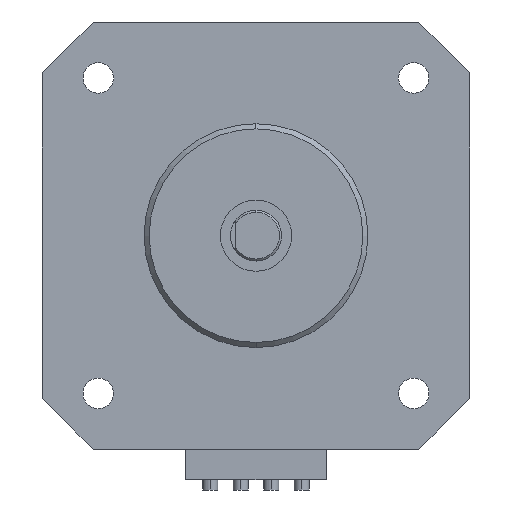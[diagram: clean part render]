
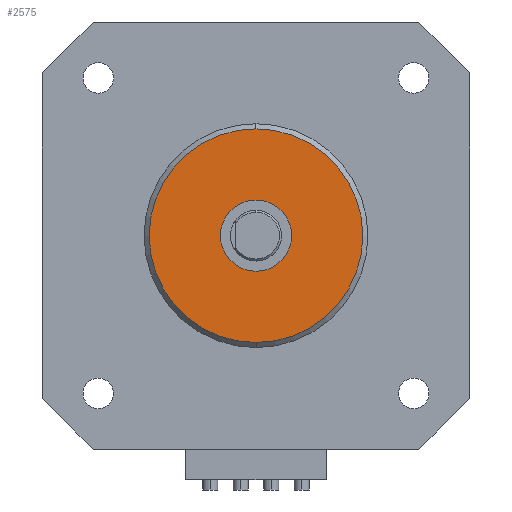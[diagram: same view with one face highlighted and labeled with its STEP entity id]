
A CAD part, left-side view. The second image highlights one B-rep face of the part: STEP entity #2575.
In plain terms, the highlighted planar face has unit normal (-1, 0, 0).
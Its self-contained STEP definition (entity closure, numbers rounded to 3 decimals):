
#84 = CIRCLE ( 'NONE', #3633, 10.5 ) ;
#352 = DIRECTION ( 'NONE',  ( 0., 0., 1. ) ) ;
#397 = EDGE_CURVE ( 'NONE', #1699, #1954, #2482, .T. ) ;
#548 = EDGE_CURVE ( 'NONE', #1954, #1699, #3750, .T. ) ;
#677 = AXIS2_PLACEMENT_3D ( 'NONE', #1144, #829, #2100 ) ;
#711 = CIRCLE ( 'NONE', #1645, 10.5 ) ;
#765 = DIRECTION ( 'NONE',  ( -1., 0., 0. ) ) ;
#804 = FACE_OUTER_BOUND ( 'NONE', #3252, .T. ) ;
#829 = DIRECTION ( 'NONE',  ( -1., 0., 0. ) ) ;
#868 = ORIENTED_EDGE ( 'NONE', *, *, #2840, .T. ) ;
#934 = AXIS2_PLACEMENT_3D ( 'NONE', #3752, #2176, #352 ) ;
#1144 = CARTESIAN_POINT ( 'NONE',  ( -35.7, 0., 0. ) ) ;
#1167 = ORIENTED_EDGE ( 'NONE', *, *, #548, .F. ) ;
#1447 = DIRECTION ( 'NONE',  ( 0., 0., 1. ) ) ;
#1645 = AXIS2_PLACEMENT_3D ( 'NONE', #2916, #1755, #1447 ) ;
#1699 = VERTEX_POINT ( 'NONE', #2879 ) ;
#1755 = DIRECTION ( 'NONE',  ( -1., 0., 0. ) ) ;
#1954 = VERTEX_POINT ( 'NONE', #2364 ) ;
#2021 = CARTESIAN_POINT ( 'NONE',  ( -35.7, 0., -10.5 ) ) ;
#2100 = DIRECTION ( 'NONE',  ( 0., 0., 1. ) ) ;
#2176 = DIRECTION ( 'NONE',  ( -1., 0., 0. ) ) ;
#2226 = VERTEX_POINT ( 'NONE', #2021 ) ;
#2262 = EDGE_CURVE ( 'NONE', #2367, #2226, #84, .T. ) ;
#2364 = CARTESIAN_POINT ( 'NONE',  ( -35.7, 0., -3.5 ) ) ;
#2367 = VERTEX_POINT ( 'NONE', #2424 ) ;
#2424 = CARTESIAN_POINT ( 'NONE',  ( -35.7, 0., 10.5 ) ) ;
#2437 = ORIENTED_EDGE ( 'NONE', *, *, #397, .F. ) ;
#2482 = CIRCLE ( 'NONE', #934, 3.5 ) ;
#2575 = ADVANCED_FACE ( 'NONE', ( #804, #3369 ), #4007, .T. ) ;
#2840 = EDGE_CURVE ( 'NONE', #2226, #2367, #711, .T. ) ;
#2879 = CARTESIAN_POINT ( 'NONE',  ( -35.7, 0., 3.5 ) ) ;
#2916 = CARTESIAN_POINT ( 'NONE',  ( -35.7, 0., 0. ) ) ;
#2926 = DIRECTION ( 'NONE',  ( 0., 0., 1. ) ) ;
#3083 = ORIENTED_EDGE ( 'NONE', *, *, #2262, .T. ) ;
#3098 = DIRECTION ( 'NONE',  ( -1., 0., 0. ) ) ;
#3252 = EDGE_LOOP ( 'NONE', ( #868, #3083 ) ) ;
#3349 = CARTESIAN_POINT ( 'NONE',  ( -35.7, 0., 0. ) ) ;
#3369 = FACE_BOUND ( 'NONE', #3458, .T. ) ;
#3394 = DIRECTION ( 'NONE',  ( 0., 0., 1. ) ) ;
#3414 = AXIS2_PLACEMENT_3D ( 'NONE', #3349, #3098, #3394 ) ;
#3458 = EDGE_LOOP ( 'NONE', ( #2437, #1167 ) ) ;
#3633 = AXIS2_PLACEMENT_3D ( 'NONE', #3638, #765, #2926 ) ;
#3638 = CARTESIAN_POINT ( 'NONE',  ( -35.7, 0., 0. ) ) ;
#3750 = CIRCLE ( 'NONE', #3414, 3.5 ) ;
#3752 = CARTESIAN_POINT ( 'NONE',  ( -35.7, 0., 0. ) ) ;
#4007 = PLANE ( 'NONE',  #677 ) ;
